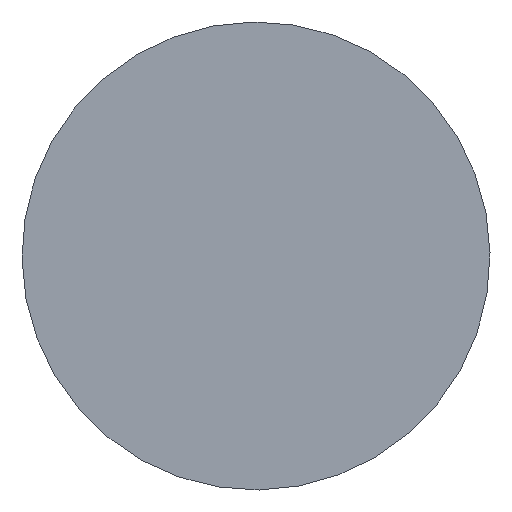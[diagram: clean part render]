
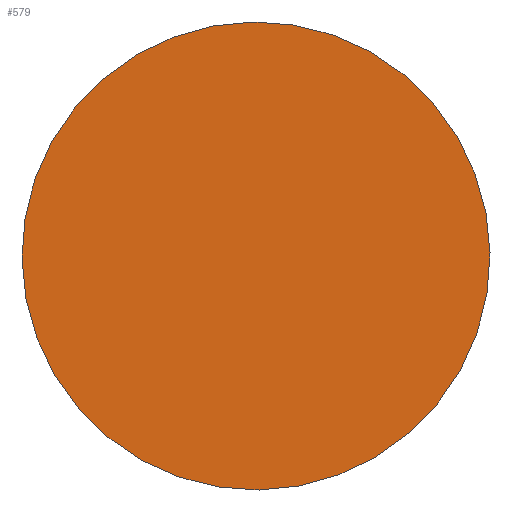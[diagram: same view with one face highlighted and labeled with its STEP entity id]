
A CAD part, front view. The second image highlights one B-rep face of the part: STEP entity #579.
In plain terms, the highlighted planar face has unit normal (0, -1, 0).
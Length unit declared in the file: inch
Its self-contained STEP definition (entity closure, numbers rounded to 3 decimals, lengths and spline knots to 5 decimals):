
#153=FACE_OUTER_BOUND('',#207,.T.);
#207=EDGE_LOOP('',(#486));
#239=CIRCLE('',#655,1.5);
#287=VERTEX_POINT('',#1226);
#354=EDGE_CURVE('',#287,#287,#239,.T.);
#486=ORIENTED_EDGE('',*,*,#354,.T.);
#503=PLANE('',#656);
#579=ADVANCED_FACE('',(#153),#503,.T.);
#655=AXIS2_PLACEMENT_3D('',#1227,#818,#819);
#656=AXIS2_PLACEMENT_3D('',#1228,#820,#821);
#818=DIRECTION('center_axis',(0.,-1.,0.));
#819=DIRECTION('ref_axis',(-0.187,0.,0.982));
#820=DIRECTION('center_axis',(0.,-1.,0.));
#821=DIRECTION('ref_axis',(-0.187,0.,0.982));
#1226=CARTESIAN_POINT('',(-0.27989,0.,1.47366));
#1227=CARTESIAN_POINT('Origin',(0.,0.,
0.));
#1228=CARTESIAN_POINT('Origin',(-0.26123,0.,
1.37541));
